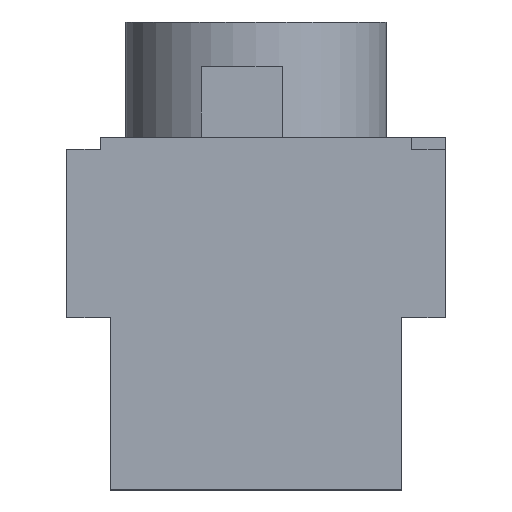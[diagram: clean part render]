
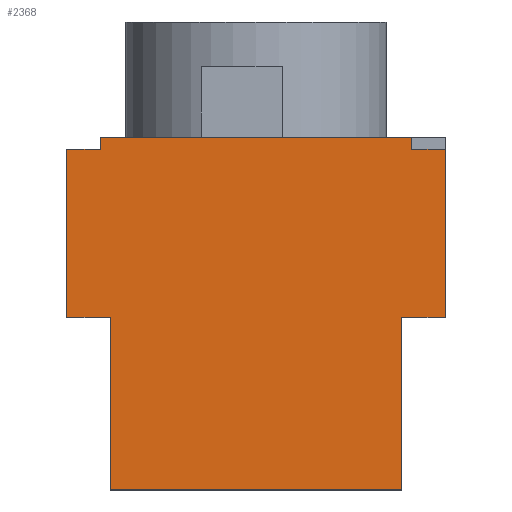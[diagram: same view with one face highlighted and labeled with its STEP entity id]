
A CAD part, top view. The second image highlights one B-rep face of the part: STEP entity #2368.
In plain terms, the highlighted planar face has unit normal (0, 0, 1).
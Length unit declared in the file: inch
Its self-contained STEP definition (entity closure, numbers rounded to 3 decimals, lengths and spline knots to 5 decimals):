
#1=DIRECTION('',(-1.,0.,0.));
#2=VECTOR('',#1,0.165);
#3=CARTESIAN_POINT('',(-0.05,1.68,0.));
#4=LINE('',#3,#2);
#5=DIRECTION('',(0.,1.,0.));
#6=VECTOR('',#5,0.06);
#7=CARTESIAN_POINT('',(-0.05,1.68,0.));
#8=LINE('',#7,#6);
#9=DIRECTION('',(-1.,0.,0.));
#10=VECTOR('',#9,0.165);
#11=CARTESIAN_POINT('',(1.655,1.68,0.));
#12=LINE('',#11,#10);
#13=DIRECTION('',(0.,1.,0.));
#14=VECTOR('',#13,0.83);
#15=CARTESIAN_POINT('',(1.655,0.85,0.));
#16=LINE('',#15,#14);
#17=DIRECTION('',(1.,0.,0.));
#18=VECTOR('',#17,0.215);
#19=CARTESIAN_POINT('',(1.44,0.85,0.));
#20=LINE('',#19,#18);
#21=DIRECTION('',(0.,1.,0.));
#22=VECTOR('',#21,0.85);
#23=CARTESIAN_POINT('',(1.44,0.,0.));
#24=LINE('',#23,#22);
#25=DIRECTION('',(1.,0.,0.));
#26=VECTOR('',#25,1.44);
#27=CARTESIAN_POINT('',(0.,0.,0.));
#28=LINE('',#27,#26);
#29=DIRECTION('',(0.,-1.,0.));
#30=VECTOR('',#29,0.85);
#31=CARTESIAN_POINT('',(0.,0.85,0.));
#32=LINE('',#31,#30);
#33=DIRECTION('',(1.,0.,0.));
#34=VECTOR('',#33,0.215);
#35=CARTESIAN_POINT('',(-0.215,0.85,0.));
#36=LINE('',#35,#34);
#37=DIRECTION('',(0.,-1.,0.));
#38=VECTOR('',#37,0.83);
#39=CARTESIAN_POINT('',(-0.215,1.68,0.));
#40=LINE('',#39,#38);
#153=DIRECTION('',(0.,1.,0.));
#154=VECTOR('',#153,0.06);
#155=CARTESIAN_POINT('',(1.49,1.68,0.));
#156=LINE('',#155,#154);
#453=DIRECTION('',(1.,0.,0.));
#454=VECTOR('',#453,1.54);
#455=CARTESIAN_POINT('',(-0.05,1.74,0.));
#456=LINE('',#455,#454);
#1769=CARTESIAN_POINT('',(0.,0.,0.));
#1770=CARTESIAN_POINT('',(1.44,0.,0.));
#1771=VERTEX_POINT('',#1769);
#1772=VERTEX_POINT('',#1770);
#1773=CARTESIAN_POINT('',(1.44,0.85,0.));
#1774=VERTEX_POINT('',#1773);
#1775=CARTESIAN_POINT('',(1.655,0.85,0.));
#1776=VERTEX_POINT('',#1775);
#1777=CARTESIAN_POINT('',(1.655,1.68,0.));
#1778=VERTEX_POINT('',#1777);
#1779=CARTESIAN_POINT('',(-0.215,1.68,0.));
#1780=CARTESIAN_POINT('',(-0.215,0.85,0.));
#1781=VERTEX_POINT('',#1779);
#1782=VERTEX_POINT('',#1780);
#1783=CARTESIAN_POINT('',(0.,0.85,0.));
#1784=VERTEX_POINT('',#1783);
#1805=CARTESIAN_POINT('',(-0.05,1.74,0.));
#1806=VERTEX_POINT('',#1805);
#1807=CARTESIAN_POINT('',(1.49,1.74,0.));
#1808=VERTEX_POINT('',#1807);
#1809=CARTESIAN_POINT('',(1.49,1.68,0.));
#1810=VERTEX_POINT('',#1809);
#1811=CARTESIAN_POINT('',(-0.05,1.68,0.));
#1812=VERTEX_POINT('',#1811);
#2337=CARTESIAN_POINT('',(0.,0.,0.));
#2338=DIRECTION('',(0.,0.,1.));
#2339=DIRECTION('',(1.,0.,0.));
#2340=AXIS2_PLACEMENT_3D('',#2337,#2338,#2339);
#2341=PLANE('',#2340);
#2343=ORIENTED_EDGE('',*,*,#2342,.F.);
#2345=ORIENTED_EDGE('',*,*,#2344,.T.);
#2347=ORIENTED_EDGE('',*,*,#2346,.T.);
#2349=ORIENTED_EDGE('',*,*,#2348,.F.);
#2351=ORIENTED_EDGE('',*,*,#2350,.F.);
#2353=ORIENTED_EDGE('',*,*,#2352,.F.);
#2355=ORIENTED_EDGE('',*,*,#2354,.F.);
#2357=ORIENTED_EDGE('',*,*,#2356,.F.);
#2359=ORIENTED_EDGE('',*,*,#2358,.F.);
#2361=ORIENTED_EDGE('',*,*,#2360,.F.);
#2363=ORIENTED_EDGE('',*,*,#2362,.F.);
#2365=ORIENTED_EDGE('',*,*,#2364,.F.);
#2366=EDGE_LOOP('',(#2343,#2345,#2347,#2349,#2351,#2353,#2355,#2357,#2359,#2361,
#2363,#2365));
#2367=FACE_OUTER_BOUND('',#2366,.F.);
#2368=ADVANCED_FACE('',(#2367),#2341,.T.);
#2342=EDGE_CURVE('',#1812,#1781,#4,.T.);
#2344=EDGE_CURVE('',#1812,#1806,#8,.T.);
#2346=EDGE_CURVE('',#1806,#1808,#456,.T.);
#2348=EDGE_CURVE('',#1810,#1808,#156,.T.);
#2350=EDGE_CURVE('',#1778,#1810,#12,.T.);
#2352=EDGE_CURVE('',#1776,#1778,#16,.T.);
#2354=EDGE_CURVE('',#1774,#1776,#20,.T.);
#2356=EDGE_CURVE('',#1772,#1774,#24,.T.);
#2358=EDGE_CURVE('',#1771,#1772,#28,.T.);
#2360=EDGE_CURVE('',#1784,#1771,#32,.T.);
#2362=EDGE_CURVE('',#1782,#1784,#36,.T.);
#2364=EDGE_CURVE('',#1781,#1782,#40,.T.);
